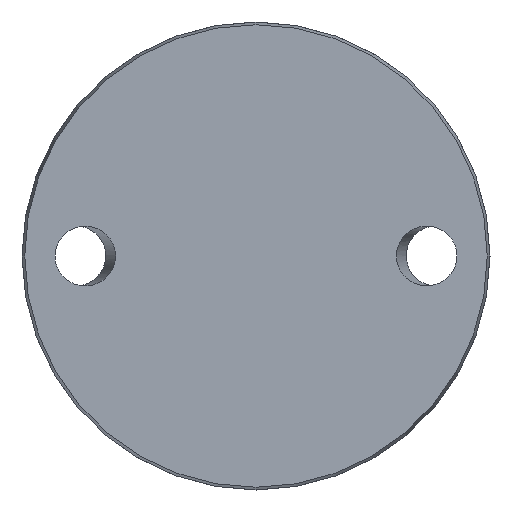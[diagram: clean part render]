
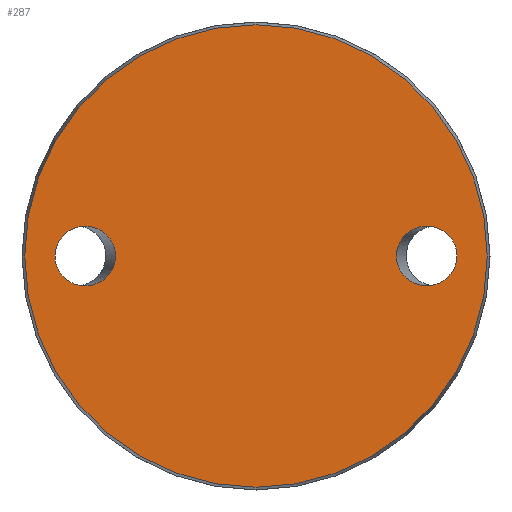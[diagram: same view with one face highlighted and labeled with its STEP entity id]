
A CAD part, front view. The second image highlights one B-rep face of the part: STEP entity #287.
In plain terms, the highlighted planar face has unit normal (0, -1, 0).
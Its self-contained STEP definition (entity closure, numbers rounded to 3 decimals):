
#34 = DIRECTION ( 'NONE',  ( 0., -1., 0. ) ) ;
#59 = CARTESIAN_POINT ( 'NONE',  ( -29.413, 0., 12.5 ) ) ;
#120 = CARTESIAN_POINT ( 'NONE',  ( 42.087, 0., 0. ) ) ;
#140 = CARTESIAN_POINT ( 'NONE',  ( -42.087, 0., 0. ) ) ;
#231 = CIRCLE ( 'NONE', #418, 48.425 ) ;
#241 = EDGE_CURVE ( 'NONE', #726, #726, #231, .T. ) ;
#243 = CARTESIAN_POINT ( 'NONE',  ( 42.087, 0., 12.5 ) ) ;
#256 = VERTEX_POINT ( 'NONE', #140 ) ;
#277 = EDGE_CURVE ( 'NONE', #430, #430, #560, .T. ) ;
#287 = ADVANCED_FACE ( 'NONE', ( #486, #665, #729 ), #429, .F. ) ;
#290 = CARTESIAN_POINT ( 'NONE',  ( -42.087, 0., 12.5 ) ) ;
#297 = DIRECTION ( 'NONE',  ( 0., 1., 0. ) ) ;
#302 = EDGE_LOOP ( 'NONE', ( #653 ) ) ;
#345 = CARTESIAN_POINT ( 'NONE',  ( 29.413, 0., 0. ) ) ;
#354 = CARTESIAN_POINT ( 'NONE',  ( 29.413, 0., -12.5 ) ) ;
#360 = ORIENTED_EDGE ( 'NONE', *, *, #241, .T. ) ;
#401 = EDGE_LOOP ( 'NONE', ( #641 ) ) ;
#402 = EDGE_CURVE ( 'NONE', #256, #256, #674, .T. ) ;
#417 = DIRECTION ( 'NONE',  ( 0., 0., 1. ) ) ;
#418 = AXIS2_PLACEMENT_3D ( 'NONE', #517, #34, #639 ) ;
#429 = PLANE ( 'NONE',  #697 ) ;
#430 = VERTEX_POINT ( 'NONE', #546 ) ;
#441 = CARTESIAN_POINT ( 'NONE',  ( 0., 0., -48.425 ) ) ;
#469 = CARTESIAN_POINT ( 'NONE',  ( 42.087, 0., -12.5 ) ) ;
#472 = CARTESIAN_POINT ( 'NONE',  ( -42.087, 0., 0. ) ) ;
#486 = FACE_BOUND ( 'NONE', #302, .T. ) ;
#517 = CARTESIAN_POINT ( 'NONE',  ( 0., 0., 0. ) ) ;
#536 = CARTESIAN_POINT ( 'NONE',  ( -48.425, 0., 0. ) ) ;
#540 = CARTESIAN_POINT ( 'NONE',  ( -29.413, 0., 0. ) ) ;
#546 = CARTESIAN_POINT ( 'NONE',  ( 42.087, 0., 0. ) ) ;
#560 =( BOUNDED_CURVE ( )  B_SPLINE_CURVE ( 3, ( #766, #469, #354, #345, #722, #243, #120 ),
 .UNSPECIFIED., .T., .F. ) 
 B_SPLINE_CURVE_WITH_KNOTS ( ( 4, 3, 4 ),
 ( 0., 3.142, 6.283 ),
 .UNSPECIFIED. ) 
 CURVE ( )  GEOMETRIC_REPRESENTATION_ITEM ( )  RATIONAL_B_SPLINE_CURVE ( ( 1., 0.333, 0.333, 1., 0.333, 0.333, 1. ) ) 
 REPRESENTATION_ITEM ( '' )  );
#595 = CARTESIAN_POINT ( 'NONE',  ( -42.087, 0., 0. ) ) ;
#628 = EDGE_LOOP ( 'NONE', ( #360 ) ) ;
#639 = DIRECTION ( 'NONE',  ( 0., 0., -1. ) ) ;
#641 = ORIENTED_EDGE ( 'NONE', *, *, #277, .T. ) ;
#653 = ORIENTED_EDGE ( 'NONE', *, *, #402, .T. ) ;
#665 = FACE_BOUND ( 'NONE', #401, .T. ) ;
#674 =( BOUNDED_CURVE ( )  B_SPLINE_CURVE ( 3, ( #595, #290, #59, #540, #773, #785, #472 ),
 .UNSPECIFIED., .T., .F. ) 
 B_SPLINE_CURVE_WITH_KNOTS ( ( 4, 3, 4 ),
 ( 0., 3.142, 6.283 ),
 .UNSPECIFIED. ) 
 CURVE ( )  GEOMETRIC_REPRESENTATION_ITEM ( )  RATIONAL_B_SPLINE_CURVE ( ( 1., 0.333, 0.333, 1., 0.333, 0.333, 1. ) ) 
 REPRESENTATION_ITEM ( '' )  );
#697 = AXIS2_PLACEMENT_3D ( 'NONE', #536, #297, #417 ) ;
#722 = CARTESIAN_POINT ( 'NONE',  ( 29.413, 0., 12.5 ) ) ;
#726 = VERTEX_POINT ( 'NONE', #441 ) ;
#729 = FACE_OUTER_BOUND ( 'NONE', #628, .T. ) ;
#766 = CARTESIAN_POINT ( 'NONE',  ( 42.087, 0., 0. ) ) ;
#773 = CARTESIAN_POINT ( 'NONE',  ( -29.413, 0., -12.5 ) ) ;
#785 = CARTESIAN_POINT ( 'NONE',  ( -42.087, 0., -12.5 ) ) ;
